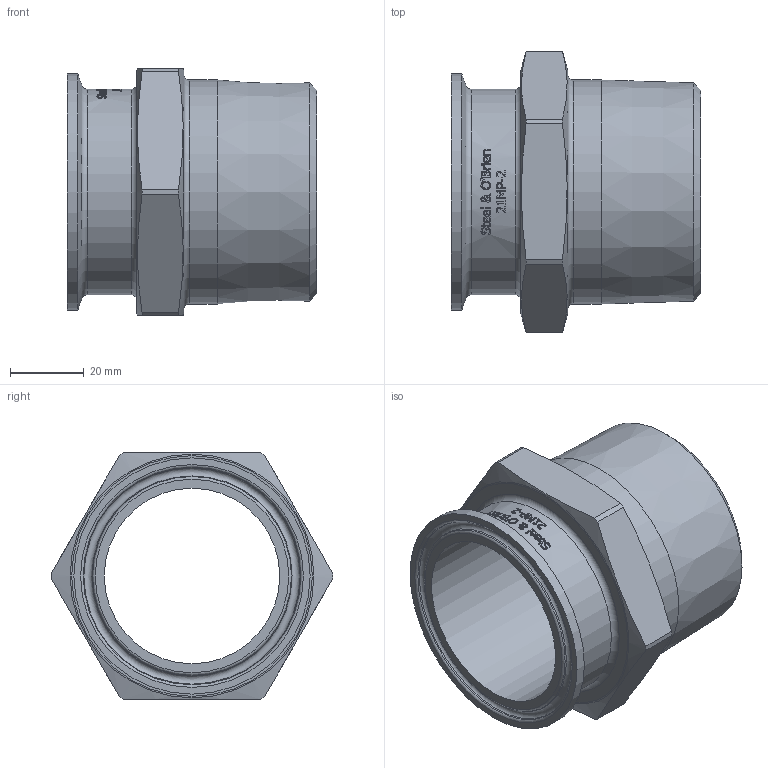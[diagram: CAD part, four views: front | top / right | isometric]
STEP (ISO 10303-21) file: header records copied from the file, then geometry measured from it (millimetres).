
FILE_DESCRIPTION(/* description */ (''),/* implementation_level */ '2;1');
FILE_NAME(/* name */ '21MP-2.stp',/* time_stamp */ '2019-01-31T08:29:42-05:00',/* author */ ('rick'),/* organization */ (''),/* preprocessor_version */ 'ST-DEVELOPER v15.2',/* originating_system */ 'Autodesk Inventor 2014',/* authorisation */ '');
FILE_SCHEMA (('AUTOMOTIVE_DESIGN { 1 0 10303 214 3 1 1 }'));
Length unit declared in the file: inch
Products named in the file (1): AAV02160
Bounding box: 67.46 x 76.2 x 66.67 mm (x, y, z)
Volume: 77965.3 mm3; surface area: 27850.3 mm2
Topology: 1 solids, 1 shells, 343 faces, 913 edges, 604 vertices
Faces by surface type: bspline 150, plane 138, cylinder 39, torus 8, cone 8
Full cylindrical faces by diameter (mm): 47.498 x1, 55.677 x1, 60.617 x1, 63.906 x1
Entity records: 13343 total; most frequent: CARTESIAN_POINT 5732, ORIENTED_EDGE 1782, DIRECTION 1147, EDGE_CURVE 891, VERTEX_POINT 602, LINE 399, VECTOR 399, EDGE_LOOP 397
